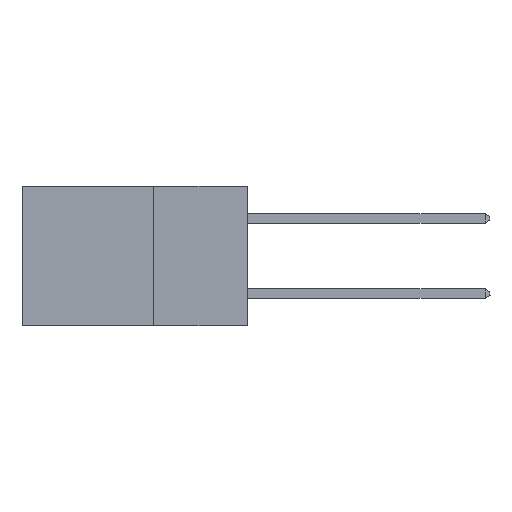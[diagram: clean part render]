
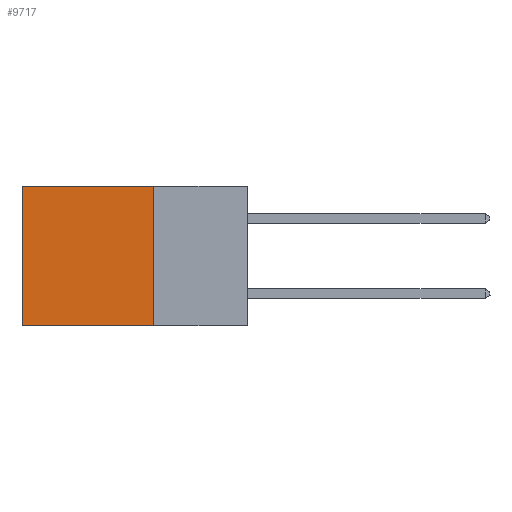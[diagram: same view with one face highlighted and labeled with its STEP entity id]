
A CAD part, left-side view. The second image highlights one B-rep face of the part: STEP entity #9717.
In plain terms, the highlighted planar face has unit normal (-1, 0, 0).
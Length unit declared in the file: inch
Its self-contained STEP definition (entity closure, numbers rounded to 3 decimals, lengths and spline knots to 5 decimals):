
#362 = AXIS2_PLACEMENT_3D ( 'NONE', #2799, #4310, #13236 ) ;
#676 = VERTEX_POINT ( 'NONE', #6234 ) ;
#800 = LINE ( 'NONE', #17815, #1978 ) ;
#1220 = ORIENTED_EDGE ( 'NONE', *, *, #9137, .F. ) ;
#1609 = CARTESIAN_POINT ( 'NONE',  ( 0.298, 0.25, 0. ) ) ;
#1978 = VECTOR ( 'NONE', #4200, 39.37008 ) ;
#2042 = ORIENTED_EDGE ( 'NONE', *, *, #6273, .F. ) ;
#2799 = CARTESIAN_POINT ( 'NONE',  ( 0.298, 0.25, 0. ) ) ;
#3830 = LINE ( 'NONE', #13269, #19474 ) ;
#4200 = DIRECTION ( 'NONE',  ( 0., 0., -1. ) ) ;
#4310 = DIRECTION ( 'NONE',  ( 1., 0., 0. ) ) ;
#4356 = EDGE_LOOP ( 'NONE', ( #6843, #2042, #1220, #10167 ) ) ;
#5425 = DIRECTION ( 'NONE',  ( 0., 1., 0. ) ) ;
#6234 = CARTESIAN_POINT ( 'NONE',  ( 0.298, 0.25, -0.37 ) ) ;
#6273 = EDGE_CURVE ( 'NONE', #676, #8970, #6940, .T. ) ;
#6446 = VECTOR ( 'NONE', #7451, 39.37008 ) ;
#6843 = ORIENTED_EDGE ( 'NONE', *, *, #11438, .T. ) ;
#6940 = LINE ( 'NONE', #9202, #12603 ) ;
#7175 = LINE ( 'NONE', #1609, #6446 ) ;
#7451 = DIRECTION ( 'NONE',  ( 0., 1., 0. ) ) ;
#8970 = VERTEX_POINT ( 'NONE', #16456 ) ;
#8973 = FACE_OUTER_BOUND ( 'NONE', #4356, .T. ) ;
#9137 = EDGE_CURVE ( 'NONE', #13617, #676, #800, .T. ) ;
#9202 = CARTESIAN_POINT ( 'NONE',  ( 0.298, 0.25, -0.37 ) ) ;
#9717 = ADVANCED_FACE ( 'NONE', ( #8973 ), #11965, .F. ) ;
#10167 = ORIENTED_EDGE ( 'NONE', *, *, #18965, .T. ) ;
#11438 = EDGE_CURVE ( 'NONE', #14753, #8970, #3830, .T. ) ;
#11965 = PLANE ( 'NONE',  #362 ) ;
#12567 = CARTESIAN_POINT ( 'NONE',  ( 0.298, 0.25, 0. ) ) ;
#12603 = VECTOR ( 'NONE', #5425, 39.37008 ) ;
#13236 = DIRECTION ( 'NONE',  ( 0., 0., -1. ) ) ;
#13269 = CARTESIAN_POINT ( 'NONE',  ( 0.298, 0.6, 0. ) ) ;
#13617 = VERTEX_POINT ( 'NONE', #12567 ) ;
#14753 = VERTEX_POINT ( 'NONE', #18136 ) ;
#16456 = CARTESIAN_POINT ( 'NONE',  ( 0.298, 0.6, -0.37 ) ) ;
#17815 = CARTESIAN_POINT ( 'NONE',  ( 0.298, 0.25, 0. ) ) ;
#18136 = CARTESIAN_POINT ( 'NONE',  ( 0.298, 0.6, 0. ) ) ;
#18965 = EDGE_CURVE ( 'NONE', #13617, #14753, #7175, .T. ) ;
#19228 = DIRECTION ( 'NONE',  ( 0., 0., -1. ) ) ;
#19474 = VECTOR ( 'NONE', #19228, 39.37008 ) ;
